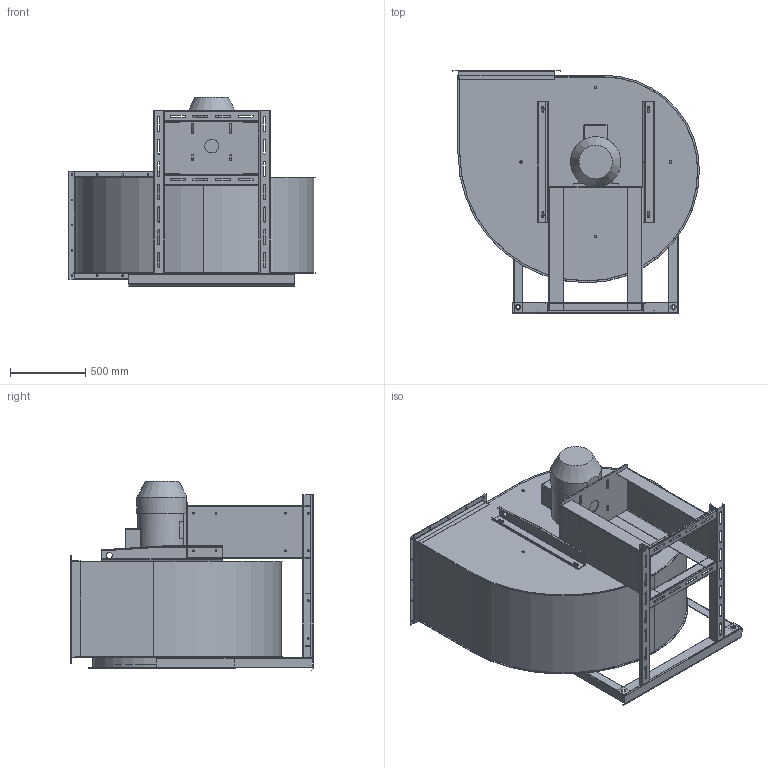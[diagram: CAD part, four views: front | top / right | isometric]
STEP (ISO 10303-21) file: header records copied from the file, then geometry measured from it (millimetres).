
FILE_DESCRIPTION(('STEP AP203'), '1');
FILE_NAME('ÂÐ 80-70', '', ('UNSPECIFIED'), ('UNSPECIFIED'), 'ASCON STEP Converter 1.3', 'ASCON Math Kernel', '');
FILE_SCHEMA(('CONFIG_CONTROL_DESIGN'));
Length unit declared in the file: millimetre
Products named in the file (1): 覆 80-70-9
Bounding box: 1635.55 x 1613.5 x 1252.64 mm (x, y, z)
Volume: 74565480 mm3; surface area: 24935574 mm2
Topology: 40 solids, 40 shells, 1330 faces, 3376 edges, 2124 vertices
Faces by surface type: plane 880, cylinder 403, bspline 28, torus 10, cone 5, sphere 4
Full cylindrical faces by diameter (mm): 8.376 x1, 8.5 x16, 10.5 x16, 12.5 x28, 12.9 x8, 13 x8, 13.3 x8, 15 x4, 16 x8, 40 x2, 47 x1, 48 x1, 60 x2, 90 x1, 96 x1, 100 x1, 165 x2, 230 x1, 320 x1, 627.6 x1, 630 x1, 633.825 x1, 639.825 x1, 900 x2, 912.6 x1, 915 x1, 925 x3, 975 x2
Entity records: 53954 total; most frequent: CARTESIAN_POINT 10245, DIRECTION 6760, ORIENTED_EDGE 6462, EDGE_CURVE 3231, AXIS2_PLACEMENT_3D 2289, LINE 2182, VECTOR 2182, VERTEX_POINT 2124
